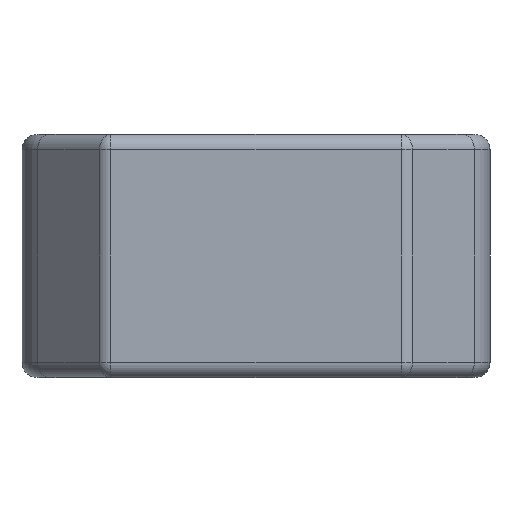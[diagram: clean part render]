
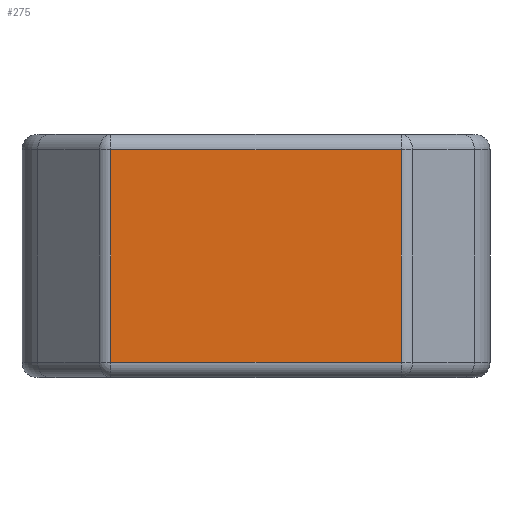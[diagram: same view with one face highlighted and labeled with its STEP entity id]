
A CAD part, front view. The second image highlights one B-rep face of the part: STEP entity #275.
In plain terms, the highlighted planar face has unit normal (0, -1, 0).
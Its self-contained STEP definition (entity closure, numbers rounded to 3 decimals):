
#126 = EDGE_CURVE ( 'NONE', #534, #938, #871, .T. ) ;
#178 = CARTESIAN_POINT ( 'NONE',  ( -4.777, -5., 4. ) ) ;
#267 = ORIENTED_EDGE ( 'NONE', *, *, #573, .T. ) ;
#275 = ADVANCED_FACE ( 'NONE', ( #724 ), #552, .F. ) ;
#280 = VECTOR ( 'NONE', #846, 1000. ) ;
#361 = LINE ( 'NONE', #178, #1085 ) ;
#374 = EDGE_CURVE ( 'NONE', #941, #534, #557, .T. ) ;
#439 = DIRECTION ( 'NONE',  ( 0., 1., 0. ) ) ;
#442 = ORIENTED_EDGE ( 'NONE', *, *, #1027, .T. ) ;
#534 = VERTEX_POINT ( 'NONE', #969 ) ;
#546 = LINE ( 'NONE', #628, #685 ) ;
#552 = PLANE ( 'NONE',  #725 ) ;
#557 = LINE ( 'NONE', #837, #280 ) ;
#573 = EDGE_CURVE ( 'NONE', #993, #941, #546, .T. ) ;
#628 = CARTESIAN_POINT ( 'NONE',  ( 5., -5., -3.5 ) ) ;
#685 = VECTOR ( 'NONE', #890, 1000. ) ;
#694 = CARTESIAN_POINT ( 'NONE',  ( 4.777, -5., -3.5 ) ) ;
#724 = FACE_OUTER_BOUND ( 'NONE', #766, .T. ) ;
#725 = AXIS2_PLACEMENT_3D ( 'NONE', #907, #439, #1084 ) ;
#760 = VECTOR ( 'NONE', #1134, 1000. ) ;
#766 = EDGE_LOOP ( 'NONE', ( #442, #267, #1052, #1059 ) ) ;
#779 = CARTESIAN_POINT ( 'NONE',  ( -5., -5., 3.5 ) ) ;
#837 = CARTESIAN_POINT ( 'NONE',  ( 4.777, -5., 4. ) ) ;
#846 = DIRECTION ( 'NONE',  ( 0., 0., 1. ) ) ;
#871 = LINE ( 'NONE', #779, #760 ) ;
#890 = DIRECTION ( 'NONE',  ( 1., 0., 0. ) ) ;
#907 = CARTESIAN_POINT ( 'NONE',  ( -5., -5., 4. ) ) ;
#938 = VERTEX_POINT ( 'NONE', #1143 ) ;
#941 = VERTEX_POINT ( 'NONE', #694 ) ;
#969 = CARTESIAN_POINT ( 'NONE',  ( 4.777, -5., 3.5 ) ) ;
#979 = CARTESIAN_POINT ( 'NONE',  ( -4.777, -5., -3.5 ) ) ;
#993 = VERTEX_POINT ( 'NONE', #979 ) ;
#1027 = EDGE_CURVE ( 'NONE', #938, #993, #361, .T. ) ;
#1052 = ORIENTED_EDGE ( 'NONE', *, *, #374, .T. ) ;
#1059 = ORIENTED_EDGE ( 'NONE', *, *, #126, .T. ) ;
#1084 = DIRECTION ( 'NONE',  ( -1., 0., 0. ) ) ;
#1085 = VECTOR ( 'NONE', #1154, 1000. ) ;
#1134 = DIRECTION ( 'NONE',  ( -1., 0., 0. ) ) ;
#1143 = CARTESIAN_POINT ( 'NONE',  ( -4.777, -5., 3.5 ) ) ;
#1154 = DIRECTION ( 'NONE',  ( 0., 0., -1. ) ) ;
